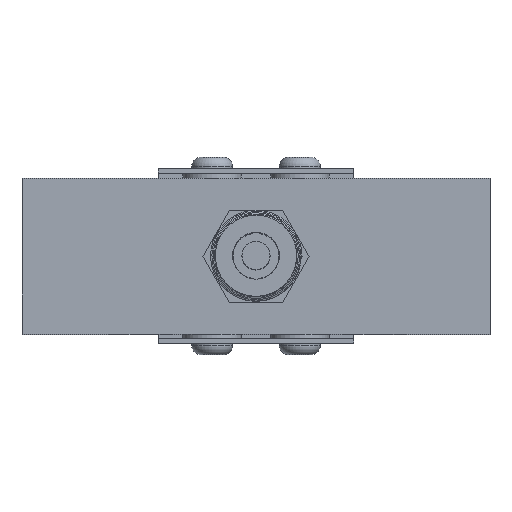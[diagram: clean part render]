
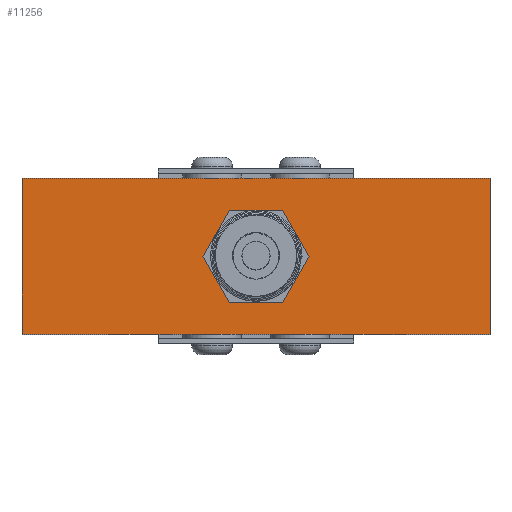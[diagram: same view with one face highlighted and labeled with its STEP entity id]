
A CAD part, top view. The second image highlights one B-rep face of the part: STEP entity #11256.
In plain terms, the highlighted face is planar.
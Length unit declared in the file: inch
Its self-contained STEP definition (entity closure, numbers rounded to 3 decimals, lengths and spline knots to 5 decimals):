
#9641=CARTESIAN_POINT('',(-1.,0.0,0.34064));
#9642=VERTEX_POINT('',#9641);
#9649=CARTESIAN_POINT('',(-1.,0.295,0.17032));
#9650=VERTEX_POINT('',#9649);
#9651=CARTESIAN_POINT('',(-1.,0.295,0.17032));
#9652=DIRECTION('',(0.0,-0.866,0.5));
#9653=VECTOR('',#9652,0.34064);
#9654=LINE('',#9651,#9653);
#9655=EDGE_CURVE('',#9650,#9642,#9654,.T.);
#9672=CARTESIAN_POINT('',(-1.,-0.295,0.17032));
#9673=VERTEX_POINT('',#9672);
#9680=CARTESIAN_POINT('',(-1.,0.0,0.34064));
#9681=DIRECTION('',(0.0,-0.866,-0.5));
#9682=VECTOR('',#9681,0.34064);
#9683=LINE('',#9680,#9682);
#9684=EDGE_CURVE('',#9642,#9673,#9683,.T.);
#9696=CARTESIAN_POINT('',(-1.,-0.295,-0.17032));
#9697=VERTEX_POINT('',#9696);
#9704=CARTESIAN_POINT('',(-1.,-0.295,0.17032));
#9705=DIRECTION('',(0.0,0.0,-1.0));
#9706=VECTOR('',#9705,0.34064);
#9707=LINE('',#9704,#9706);
#9708=EDGE_CURVE('',#9673,#9697,#9707,.T.);
#9720=CARTESIAN_POINT('',(-1.,0.0,-0.34064));
#9721=VERTEX_POINT('',#9720);
#9728=CARTESIAN_POINT('',(-1.,-0.295,-0.17032));
#9729=DIRECTION('',(0.0,0.866,-0.5));
#9730=VECTOR('',#9729,0.34064);
#9731=LINE('',#9728,#9730);
#9732=EDGE_CURVE('',#9697,#9721,#9731,.T.);
#9744=CARTESIAN_POINT('',(-1.,0.295,-0.17032));
#9745=VERTEX_POINT('',#9744);
#9752=CARTESIAN_POINT('',(-1.,0.0,-0.34064));
#9753=DIRECTION('',(0.0,0.866,0.5));
#9754=VECTOR('',#9753,0.34064);
#9755=LINE('',#9752,#9754);
#9756=EDGE_CURVE('',#9721,#9745,#9755,.T.);
#9769=CARTESIAN_POINT('',(-1.,0.295,-0.17032));
#9770=DIRECTION('',(0.0,0.0,1.0));
#9771=VECTOR('',#9770,0.34064);
#9772=LINE('',#9769,#9771);
#9773=EDGE_CURVE('',#9745,#9650,#9772,.T.);
#9813=CARTESIAN_POINT('',(-1.,-0.5,1.5));
#9814=VERTEX_POINT('',#9813);
#9815=CARTESIAN_POINT('',(-1.,-0.5,-1.5));
#9816=VERTEX_POINT('',#9815);
#9817=CARTESIAN_POINT('',(-1.,-0.5,1.5));
#9818=DIRECTION('',(0.0,0.0,-1.0));
#9819=VECTOR('',#9818,3.0);
#9820=LINE('',#9817,#9819);
#9821=EDGE_CURVE('',#9814,#9816,#9820,.T.);
#11152=CARTESIAN_POINT('',(-1.,0.5,-1.5));
#11153=VERTEX_POINT('',#11152);
#11169=CARTESIAN_POINT('',(-1.,-0.5,-1.5));
#11170=DIRECTION('',(0.0,1.0,0.0));
#11171=VECTOR('',#11170,1.0);
#11172=LINE('',#11169,#11171);
#11173=EDGE_CURVE('',#9816,#11153,#11172,.T.);
#11210=CARTESIAN_POINT('',(-1.,0.5,1.5));
#11211=VERTEX_POINT('',#11210);
#11218=CARTESIAN_POINT('',(-1.,-0.5,1.5));
#11219=DIRECTION('',(0.0,1.0,0.0));
#11220=VECTOR('',#11219,1.0);
#11221=LINE('',#11218,#11220);
#11222=EDGE_CURVE('',#9814,#11211,#11221,.T.);
#11232=CARTESIAN_POINT('',(-1.,-0.5,1.5));
#11233=DIRECTION('',(-1.0,0.0,0.0));
#11234=DIRECTION('',(0.0,0.0,1.0));
#11235=AXIS2_PLACEMENT_3D('',#11232,#11233,#11234);
#11236=PLANE('',#11235);
#11237=CARTESIAN_POINT('',(-1.,0.5,1.5));
#11238=DIRECTION('',(0.0,0.0,-1.0));
#11239=VECTOR('',#11238,3.0);
#11240=LINE('',#11237,#11239);
#11241=EDGE_CURVE('',#11211,#11153,#11240,.T.);
#11242=ORIENTED_EDGE('',*,*,#11241,.T.);
#11243=ORIENTED_EDGE('',*,*,#11173,.F.);
#11244=ORIENTED_EDGE('',*,*,#9821,.F.);
#11245=ORIENTED_EDGE('',*,*,#11222,.T.);
#11246=EDGE_LOOP('',(#11242,#11243,#11244,#11245));
#11247=FACE_OUTER_BOUND('',#11246,.T.);
#11248=ORIENTED_EDGE('',*,*,#9655,.T.);
#11249=ORIENTED_EDGE('',*,*,#9684,.T.);
#11250=ORIENTED_EDGE('',*,*,#9708,.T.);
#11251=ORIENTED_EDGE('',*,*,#9732,.T.);
#11252=ORIENTED_EDGE('',*,*,#9756,.T.);
#11253=ORIENTED_EDGE('',*,*,#9773,.T.);
#11254=EDGE_LOOP('',(#11248,#11249,#11250,#11251,#11252,#11253));
#11255=FACE_BOUND('',#11254,.T.);
#11256=ADVANCED_FACE('',(#11247,#11255),#11236,.T.);
